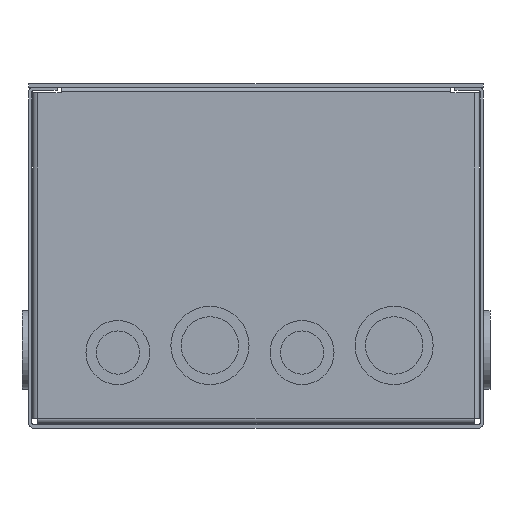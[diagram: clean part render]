
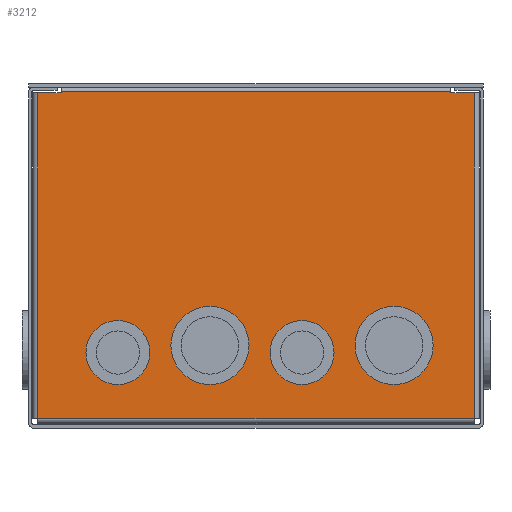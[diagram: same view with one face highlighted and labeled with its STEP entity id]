
A CAD part, front view. The second image highlights one B-rep face of the part: STEP entity #3212.
In plain terms, the highlighted planar face has unit normal (0, -1, 0).
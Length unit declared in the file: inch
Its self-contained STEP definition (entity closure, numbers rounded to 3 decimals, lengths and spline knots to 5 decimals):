
#4 = ORIENTED_EDGE ( 'NONE', *, *, #6777, .T. ) ;
#26 = DIRECTION ( 'NONE',  ( 0., 1., 0. ) ) ;
#95 = FACE_BOUND ( 'NONE', #11149, .T. ) ;
#140 = CARTESIAN_POINT ( 'NONE',  ( 3.844, -5., 5.9 ) ) ;
#474 = CARTESIAN_POINT ( 'NONE',  ( -0.1225, -5., 1.455 ) ) ;
#514 = EDGE_CURVE ( 'NONE', #11529, #8399, #9467, .T. ) ;
#577 = DIRECTION ( 'NONE',  ( 0., 1., 0. ) ) ;
#679 = EDGE_CURVE ( 'NONE', #2547, #4030, #7702, .T. ) ;
#760 = CARTESIAN_POINT ( 'NONE',  ( 0.81, -5., 1.33 ) ) ;
#789 = VECTOR ( 'NONE', #10540, 39.37008 ) ;
#844 = CARTESIAN_POINT ( 'NONE',  ( 2.43, -5., 1.455 ) ) ;
#913 = CARTESIAN_POINT ( 'NONE',  ( -3.844, -5., 0.166 ) ) ;
#1051 = DIRECTION ( 'NONE',  ( 0., -1., 0. ) ) ;
#1235 = ORIENTED_EDGE ( 'NONE', *, *, #7119, .T. ) ;
#1353 = VECTOR ( 'NONE', #3220, 39.37008 ) ;
#1522 = DIRECTION ( 'NONE',  ( 0., 0., -1. ) ) ;
#1654 = ORIENTED_EDGE ( 'NONE', *, *, #5097, .F. ) ;
#1723 = ORIENTED_EDGE ( 'NONE', *, *, #514, .T. ) ;
#1801 = CARTESIAN_POINT ( 'NONE',  ( -2.43, -5., 1.33 ) ) ;
#1824 = EDGE_CURVE ( 'NONE', #8826, #5952, #11591, .T. ) ;
#1935 = LINE ( 'NONE', #10136, #7212 ) ;
#1946 = CARTESIAN_POINT ( 'NONE',  ( -3.844, -5., 0.166 ) ) ;
#2030 = CARTESIAN_POINT ( 'NONE',  ( -0.81, -5., 1.455 ) ) ;
#2086 = DIRECTION ( 'NONE',  ( -1., 0., 0. ) ) ;
#2224 = AXIS2_PLACEMENT_3D ( 'NONE', #2030, #3155, #5907 ) ;
#2335 = EDGE_CURVE ( 'NONE', #2347, #4435, #4662, .T. ) ;
#2347 = VERTEX_POINT ( 'NONE', #7246 ) ;
#2358 = VERTEX_POINT ( 'NONE', #5677 ) ;
#2451 = CARTESIAN_POINT ( 'NONE',  ( 1.7425, -5., 1.455 ) ) ;
#2539 = DIRECTION ( 'NONE',  ( -1., 0., 0. ) ) ;
#2547 = VERTEX_POINT ( 'NONE', #3471 ) ;
#2598 = CARTESIAN_POINT ( 'NONE',  ( -2.43, -5., 1.33 ) ) ;
#2743 = CARTESIAN_POINT ( 'NONE',  ( -3.429, -5., 5.9 ) ) ;
#2816 = LINE ( 'NONE', #5495, #11062 ) ;
#2838 = VECTOR ( 'NONE', #1522, 39.37008 ) ;
#2876 = AXIS2_PLACEMENT_3D ( 'NONE', #844, #3474, #9825 ) ;
#2903 = FACE_BOUND ( 'NONE', #8634, .T. ) ;
#3155 = DIRECTION ( 'NONE',  ( 0., 1., 0. ) ) ;
#3212 = ADVANCED_FACE ( 'NONE', ( #4625, #4679, #2903, #3858, #95 ), #10148, .T. ) ;
#3220 = DIRECTION ( 'NONE',  ( 1., 0., 0. ) ) ;
#3452 = VERTEX_POINT ( 'NONE', #11806 ) ;
#3471 = CARTESIAN_POINT ( 'NONE',  ( -3.844, -5., 5.9 ) ) ;
#3474 = DIRECTION ( 'NONE',  ( 0., 1., 0. ) ) ;
#3524 = VERTEX_POINT ( 'NONE', #140 ) ;
#3617 = EDGE_CURVE ( 'NONE', #3524, #4435, #1935, .T. ) ;
#3689 = ORIENTED_EDGE ( 'NONE', *, *, #6926, .T. ) ;
#3750 = EDGE_LOOP ( 'NONE', ( #6690, #3689 ) ) ;
#3858 = FACE_BOUND ( 'NONE', #3750, .T. ) ;
#3951 = ORIENTED_EDGE ( 'NONE', *, *, #1824, .T. ) ;
#3957 = ORIENTED_EDGE ( 'NONE', *, *, #679, .F. ) ;
#4030 = VERTEX_POINT ( 'NONE', #2743 ) ;
#4165 = AXIS2_PLACEMENT_3D ( 'NONE', #2598, #7136, #4333 ) ;
#4184 = ORIENTED_EDGE ( 'NONE', *, *, #7457, .T. ) ;
#4210 = LINE ( 'NONE', #7004, #2838 ) ;
#4297 = AXIS2_PLACEMENT_3D ( 'NONE', #5778, #9266, #2086 ) ;
#4333 = DIRECTION ( 'NONE',  ( -1., 0., 0. ) ) ;
#4422 = CARTESIAN_POINT ( 'NONE',  ( -0.81, -5., 1.455 ) ) ;
#4435 = VERTEX_POINT ( 'NONE', #7355 ) ;
#4621 = ORIENTED_EDGE ( 'NONE', *, *, #2335, .T. ) ;
#4625 = FACE_OUTER_BOUND ( 'NONE', #11656, .T. ) ;
#4631 = LINE ( 'NONE', #6536, #8211 ) ;
#4662 = LINE ( 'NONE', #913, #6413 ) ;
#4679 = FACE_BOUND ( 'NONE', #5349, .T. ) ;
#4862 = VERTEX_POINT ( 'NONE', #10997 ) ;
#5097 = EDGE_CURVE ( 'NONE', #4862, #3524, #7762, .T. ) ;
#5186 = ORIENTED_EDGE ( 'NONE', *, *, #9540, .T. ) ;
#5349 = EDGE_LOOP ( 'NONE', ( #8466, #8667 ) ) ;
#5354 = DIRECTION ( 'NONE',  ( 0., 1., 0. ) ) ;
#5471 = AXIS2_PLACEMENT_3D ( 'NONE', #1946, #1051, #8408 ) ;
#5495 = CARTESIAN_POINT ( 'NONE',  ( -3.844, -5., 5.914 ) ) ;
#5503 = CIRCLE ( 'NONE', #7221, 0.5625 ) ;
#5552 = VERTEX_POINT ( 'NONE', #6168 ) ;
#5561 = DIRECTION ( 'NONE',  ( 1., 0., 0. ) ) ;
#5677 = CARTESIAN_POINT ( 'NONE',  ( -3.429, -5., 5.914 ) ) ;
#5778 = CARTESIAN_POINT ( 'NONE',  ( 2.43, -5., 1.455 ) ) ;
#5907 = DIRECTION ( 'NONE',  ( -1., 0., 0. ) ) ;
#5910 = LINE ( 'NONE', #8553, #789 ) ;
#5952 = VERTEX_POINT ( 'NONE', #8083 ) ;
#6137 = CARTESIAN_POINT ( 'NONE',  ( -3.844, -5., 5.9 ) ) ;
#6144 = ORIENTED_EDGE ( 'NONE', *, *, #9879, .T. ) ;
#6168 = CARTESIAN_POINT ( 'NONE',  ( 1.3725, -5., 1.33 ) ) ;
#6250 = EDGE_CURVE ( 'NONE', #9223, #5552, #7984, .T. ) ;
#6413 = VECTOR ( 'NONE', #5561, 39.37008 ) ;
#6536 = CARTESIAN_POINT ( 'NONE',  ( 3.429, -5., 0.166 ) ) ;
#6641 = EDGE_CURVE ( 'NONE', #9036, #3452, #7024, .T. ) ;
#6690 = ORIENTED_EDGE ( 'NONE', *, *, #6641, .T. ) ;
#6777 = EDGE_CURVE ( 'NONE', #2358, #4030, #4210, .T. ) ;
#6926 = EDGE_CURVE ( 'NONE', #3452, #9036, #5503, .T. ) ;
#6971 = CARTESIAN_POINT ( 'NONE',  ( 3.844, -5., 5.9 ) ) ;
#7004 = CARTESIAN_POINT ( 'NONE',  ( -3.429, -5., 0.166 ) ) ;
#7024 = CIRCLE ( 'NONE', #4165, 0.5625 ) ;
#7119 = EDGE_CURVE ( 'NONE', #10673, #2358, #2816, .T. ) ;
#7136 = DIRECTION ( 'NONE',  ( 0., 1., 0. ) ) ;
#7212 = VECTOR ( 'NONE', #7426, 39.37008 ) ;
#7221 = AXIS2_PLACEMENT_3D ( 'NONE', #1801, #26, #7241 ) ;
#7241 = DIRECTION ( 'NONE',  ( -1., 0., 0. ) ) ;
#7246 = CARTESIAN_POINT ( 'NONE',  ( -3.844, -5., 0.166 ) ) ;
#7262 = CIRCLE ( 'NONE', #2876, 0.6875 ) ;
#7355 = CARTESIAN_POINT ( 'NONE',  ( 3.844, -5., 0.166 ) ) ;
#7426 = DIRECTION ( 'NONE',  ( 0., 0., -1. ) ) ;
#7457 = EDGE_CURVE ( 'NONE', #4862, #10673, #4631, .T. ) ;
#7702 = LINE ( 'NONE', #6137, #8884 ) ;
#7762 = LINE ( 'NONE', #6971, #1353 ) ;
#7965 = ORIENTED_EDGE ( 'NONE', *, *, #8617, .T. ) ;
#7979 = CARTESIAN_POINT ( 'NONE',  ( -2.9925, -5., 1.33 ) ) ;
#7984 = CIRCLE ( 'NONE', #9512, 0.5625 ) ;
#8017 = DIRECTION ( 'NONE',  ( 0., 1., 0. ) ) ;
#8083 = CARTESIAN_POINT ( 'NONE',  ( -1.4975, -5., 1.455 ) ) ;
#8112 = DIRECTION ( 'NONE',  ( -1., 0., 0. ) ) ;
#8211 = VECTOR ( 'NONE', #10453, 39.37008 ) ;
#8399 = VERTEX_POINT ( 'NONE', #2451 ) ;
#8408 = DIRECTION ( 'NONE',  ( 1., 0., 0. ) ) ;
#8466 = ORIENTED_EDGE ( 'NONE', *, *, #6250, .T. ) ;
#8553 = CARTESIAN_POINT ( 'NONE',  ( -3.844, -5., 0.166 ) ) ;
#8617 = EDGE_CURVE ( 'NONE', #5952, #8826, #9927, .T. ) ;
#8634 = EDGE_LOOP ( 'NONE', ( #5186, #1723 ) ) ;
#8667 = ORIENTED_EDGE ( 'NONE', *, *, #10808, .T. ) ;
#8826 = VERTEX_POINT ( 'NONE', #474 ) ;
#8884 = VECTOR ( 'NONE', #11537, 39.37008 ) ;
#9036 = VERTEX_POINT ( 'NONE', #7979 ) ;
#9158 = AXIS2_PLACEMENT_3D ( 'NONE', #4422, #8017, #10775 ) ;
#9223 = VERTEX_POINT ( 'NONE', #10063 ) ;
#9266 = DIRECTION ( 'NONE',  ( 0., 1., 0. ) ) ;
#9467 = CIRCLE ( 'NONE', #4297, 0.6875 ) ;
#9512 = AXIS2_PLACEMENT_3D ( 'NONE', #11828, #5354, #8112 ) ;
#9540 = EDGE_CURVE ( 'NONE', #8399, #11529, #7262, .T. ) ;
#9825 = DIRECTION ( 'NONE',  ( -1., 0., 0. ) ) ;
#9879 = EDGE_CURVE ( 'NONE', #2547, #2347, #5910, .T. ) ;
#9927 = CIRCLE ( 'NONE', #9158, 0.6875 ) ;
#10063 = CARTESIAN_POINT ( 'NONE',  ( 0.2475, -5., 1.33 ) ) ;
#10136 = CARTESIAN_POINT ( 'NONE',  ( 3.844, -5., 5.9 ) ) ;
#10148 = PLANE ( 'NONE',  #5471 ) ;
#10444 = CARTESIAN_POINT ( 'NONE',  ( 3.429, -5., 5.914 ) ) ;
#10451 = AXIS2_PLACEMENT_3D ( 'NONE', #760, #577, #2539 ) ;
#10453 = DIRECTION ( 'NONE',  ( 0., 0., 1. ) ) ;
#10540 = DIRECTION ( 'NONE',  ( 0., 0., -1. ) ) ;
#10563 = ORIENTED_EDGE ( 'NONE', *, *, #3617, .F. ) ;
#10673 = VERTEX_POINT ( 'NONE', #10444 ) ;
#10775 = DIRECTION ( 'NONE',  ( -1., 0., 0. ) ) ;
#10808 = EDGE_CURVE ( 'NONE', #5552, #9223, #11000, .T. ) ;
#10997 = CARTESIAN_POINT ( 'NONE',  ( 3.429, -5., 5.9 ) ) ;
#11000 = CIRCLE ( 'NONE', #10451, 0.5625 ) ;
#11062 = VECTOR ( 'NONE', #11079, 39.37008 ) ;
#11074 = CARTESIAN_POINT ( 'NONE',  ( 3.1175, -5., 1.455 ) ) ;
#11079 = DIRECTION ( 'NONE',  ( -1., 0., 0. ) ) ;
#11149 = EDGE_LOOP ( 'NONE', ( #7965, #3951 ) ) ;
#11529 = VERTEX_POINT ( 'NONE', #11074 ) ;
#11537 = DIRECTION ( 'NONE',  ( 1., 0., 0. ) ) ;
#11591 = CIRCLE ( 'NONE', #2224, 0.6875 ) ;
#11656 = EDGE_LOOP ( 'NONE', ( #10563, #1654, #4184, #1235, #4, #3957, #6144, #4621 ) ) ;
#11806 = CARTESIAN_POINT ( 'NONE',  ( -1.8675, -5., 1.33 ) ) ;
#11828 = CARTESIAN_POINT ( 'NONE',  ( 0.81, -5., 1.33 ) ) ;
